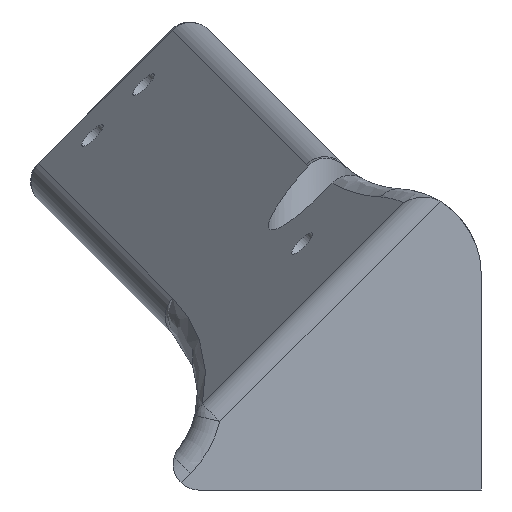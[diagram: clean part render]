
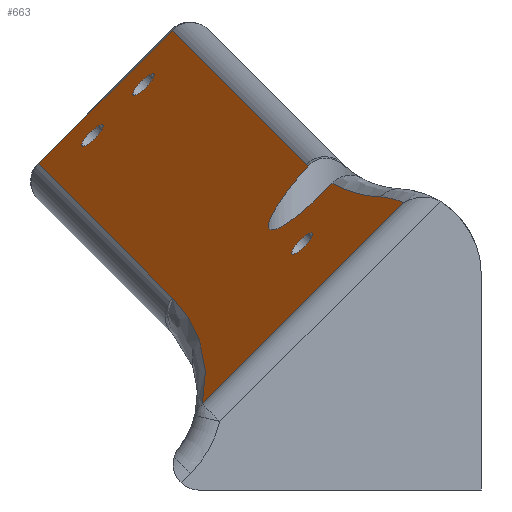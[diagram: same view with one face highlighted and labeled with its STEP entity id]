
A CAD part, front view. The second image highlights one B-rep face of the part: STEP entity #663.
In plain terms, the highlighted planar face has unit normal (-0.683, -0.259, 0.683).
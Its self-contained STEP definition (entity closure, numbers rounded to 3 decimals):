
#33=LINE('',#1106,#67);
#34=LINE('',#1108,#68);
#35=LINE('',#1110,#69);
#36=LINE('',#1114,#70);
#67=VECTOR('',#842,10.);
#68=VECTOR('',#843,10.);
#69=VECTOR('',#844,10.);
#70=VECTOR('',#847,10.);
#99=ELLIPSE('',#730,4.758,3.25);
#100=ELLIPSE('',#734,25.114,6.5);
#101=ELLIPSE('',#735,25.114,6.5);
#102=ELLIPSE('',#736,13.523,3.5);
#103=ELLIPSE('',#737,25.114,6.5);
#143=FACE_BOUND('',#197,.T.);
#144=FACE_BOUND('',#198,.T.);
#145=FACE_BOUND('',#199,.T.);
#152=FACE_OUTER_BOUND('',#196,.T.);
#196=EDGE_LOOP('',(#462,#463,#464,#465,#466,#467,#468,#469,#470));
#197=EDGE_LOOP('',(#471));
#198=EDGE_LOOP('',(#472));
#199=EDGE_LOOP('',(#473));
#245=CIRCLE('',#738,0.85);
#246=CIRCLE('',#739,0.85);
#247=CIRCLE('',#740,0.85);
#290=VERTEX_POINT('',#1063);
#291=VERTEX_POINT('',#1076);
#294=VERTEX_POINT('',#1103);
#295=VERTEX_POINT('',#1105);
#296=VERTEX_POINT('',#1107);
#297=VERTEX_POINT('',#1109);
#298=VERTEX_POINT('',#1111);
#299=VERTEX_POINT('',#1113);
#300=VERTEX_POINT('',#1115);
#301=VERTEX_POINT('',#1118);
#302=VERTEX_POINT('',#1120);
#303=VERTEX_POINT('',#1122);
#352=EDGE_CURVE('',#291,#290,#99,.T.);
#358=EDGE_CURVE('',#294,#290,#100,.T.);
#359=EDGE_CURVE('',#295,#294,#33,.T.);
#360=EDGE_CURVE('',#296,#295,#34,.T.);
#361=EDGE_CURVE('',#297,#296,#35,.T.);
#362=EDGE_CURVE('',#298,#297,#101,.T.);
#363=EDGE_CURVE('',#299,#298,#36,.T.);
#364=EDGE_CURVE('',#300,#299,#102,.T.);
#365=EDGE_CURVE('',#291,#300,#103,.T.);
#366=EDGE_CURVE('',#301,#301,#245,.T.);
#367=EDGE_CURVE('',#302,#302,#246,.T.);
#368=EDGE_CURVE('',#303,#303,#247,.T.);
#462=ORIENTED_EDGE('',*,*,#352,.T.);
#463=ORIENTED_EDGE('',*,*,#358,.F.);
#464=ORIENTED_EDGE('',*,*,#359,.F.);
#465=ORIENTED_EDGE('',*,*,#360,.F.);
#466=ORIENTED_EDGE('',*,*,#361,.F.);
#467=ORIENTED_EDGE('',*,*,#362,.F.);
#468=ORIENTED_EDGE('',*,*,#363,.F.);
#469=ORIENTED_EDGE('',*,*,#364,.F.);
#470=ORIENTED_EDGE('',*,*,#365,.F.);
#471=ORIENTED_EDGE('',*,*,#366,.T.);
#472=ORIENTED_EDGE('',*,*,#367,.T.);
#473=ORIENTED_EDGE('',*,*,#368,.T.);
#649=PLANE('',#733);
#663=ADVANCED_FACE('',(#152,#143,#144,#145),#649,.T.);
#730=AXIS2_PLACEMENT_3D('',#1077,#830,#831);
#733=AXIS2_PLACEMENT_3D('',#1102,#838,#839);
#734=AXIS2_PLACEMENT_3D('',#1104,#840,#841);
#735=AXIS2_PLACEMENT_3D('',#1112,#845,#846);
#736=AXIS2_PLACEMENT_3D('',#1116,#848,#849);
#737=AXIS2_PLACEMENT_3D('',#1117,#850,#851);
#738=AXIS2_PLACEMENT_3D('',#1119,#852,#853);
#739=AXIS2_PLACEMENT_3D('',#1121,#854,#855);
#740=AXIS2_PLACEMENT_3D('',#1123,#856,#857);
#830=DIRECTION('center_axis',(0.683,0.259,-0.683));
#831=DIRECTION('ref_axis',(-0.639,-0.242,-0.73));
#838=DIRECTION('center_axis',(-0.683,-0.259,0.683));
#839=DIRECTION('ref_axis',(0.707,0.,0.707));
#840=DIRECTION('center_axis',(-0.683,-0.259,0.683));
#841=DIRECTION('ref_axis',(0.183,-0.966,-0.183));
#842=DIRECTION('',(0.183,-0.966,-0.183));
#843=DIRECTION('',(0.707,0.,0.707));
#844=DIRECTION('',(-0.183,0.966,0.183));
#845=DIRECTION('center_axis',(-0.683,-0.259,0.683));
#846=DIRECTION('ref_axis',(0.183,-0.966,-0.183));
#847=DIRECTION('',(-0.707,0.,-0.707));
#848=DIRECTION('center_axis',(0.683,0.259,-0.683));
#849=DIRECTION('ref_axis',(-0.183,0.966,0.183));
#850=DIRECTION('center_axis',(-0.683,-0.259,0.683));
#851=DIRECTION('ref_axis',(0.183,-0.966,-0.183));
#852=DIRECTION('center_axis',(0.683,0.259,-0.683));
#853=DIRECTION('ref_axis',(0.707,0.,0.707));
#854=DIRECTION('center_axis',(0.683,0.259,-0.683));
#855=DIRECTION('ref_axis',(0.707,0.,0.707));
#856=DIRECTION('center_axis',(0.683,0.259,-0.683));
#857=DIRECTION('ref_axis',(0.707,0.,0.707));
#1063=CARTESIAN_POINT('',(8.924,21.392,18.856));
#1076=CARTESIAN_POINT('',(10.309,15.06,17.841));
#1077=CARTESIAN_POINT('Origin',(9.854,18.278,18.605));
#1102=CARTESIAN_POINT('Origin',(2.72,33.607,17.28));
#1103=CARTESIAN_POINT('',(8.829,21.891,18.949));
#1104=CARTESIAN_POINT('Origin',(13.425,21.891,23.545));
#1105=CARTESIAN_POINT('',(1.019,63.112,26.759));
#1106=CARTESIAN_POINT('',(9.807,16.731,17.972));
#1107=CARTESIAN_POINT('',(-6.759,63.112,18.981));
#1108=CARTESIAN_POINT('',(-3.12,63.112,22.62));
#1109=CARTESIAN_POINT('',(1.051,21.891,11.171));
#1110=CARTESIAN_POINT('',(-3.717,47.054,15.939));
#1111=CARTESIAN_POINT('',(2.763,1.112,5.01));
#1112=CARTESIAN_POINT('Origin',(-3.545,21.891,6.575));
#1113=CARTESIAN_POINT('',(14.473,1.112,16.719));
#1114=CARTESIAN_POINT('',(3.877,1.112,6.123));
#1115=CARTESIAN_POINT('',(13.133,5.526,17.052));
#1116=CARTESIAN_POINT('Origin',(12.975,-3.285,13.555));
#1117=CARTESIAN_POINT('Origin',(13.425,21.891,23.545));
#1118=CARTESIAN_POINT('',(7.98,10.407,13.749));
#1119=CARTESIAN_POINT('Origin',(8.581,10.407,14.35));
#1120=CARTESIAN_POINT('',(-1.262,59.186,22.991));
#1121=CARTESIAN_POINT('Origin',(-0.661,59.186,23.592));
#1122=CARTESIAN_POINT('',(-4.235,59.204,20.025));
#1123=CARTESIAN_POINT('Origin',(-3.634,59.204,20.626));
